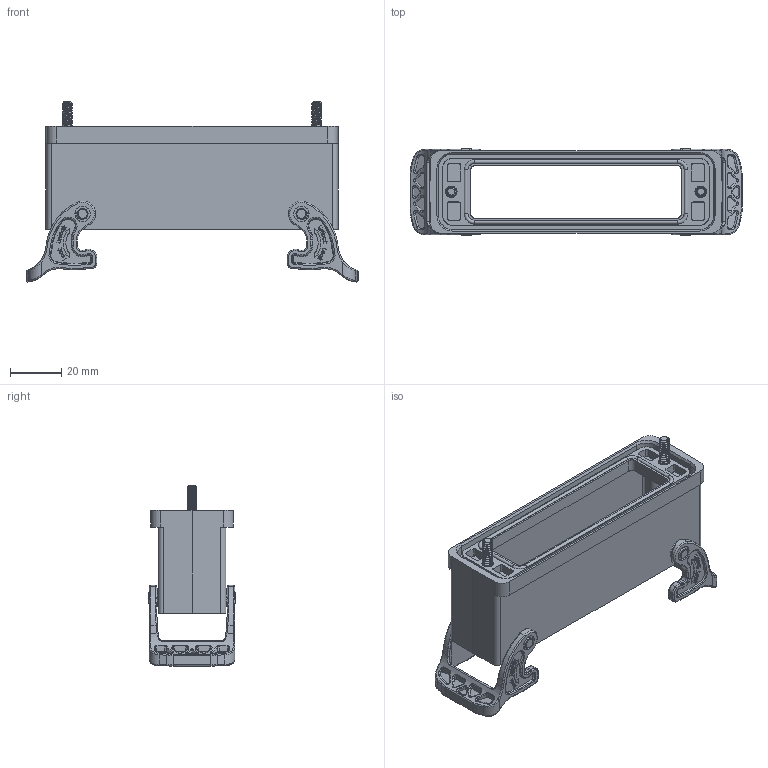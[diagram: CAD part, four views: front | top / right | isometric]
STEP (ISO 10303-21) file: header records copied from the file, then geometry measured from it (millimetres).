
FILE_DESCRIPTION((''),'2;1');
FILE_NAME('HDC_P-BKH-2L_SW0001','2024-03-19T',('13001'),(''),'PRO/ENGINEER BY PARAMETRIC TECHNOLOGY CORPORATION, 2012480','PRO/ENGINEER BY PARAMETRIC TECHNOLOGY CORPORATION, 2012480','');
FILE_SCHEMA(('CONFIG_CONTROL_DESIGN'));
Products named in the file (1): HDC_P-BKH-2L_SW0001
Bounding box: 129 x 34 x 69.96 mm (x, y, z)
Volume: 43574.5 mm3; surface area: 37762.6 mm2
Topology: 1 solids, 1 shells, 2052 faces, 5820 edges, 3766 vertices
Faces by surface type: bspline 650, plane 648, cylinder 430, torus 176, cone 140, extrusion 8
Entity records: 126640 total; most frequent: CARTESIAN_POINT 78300, ORIENTED_EDGE 11640, DIRECTION 7648, EDGE_CURVE 5820, VERTEX_POINT 3766, AXIS2_PLACEMENT_3D 2662, VECTOR 2324, LINE 2316
